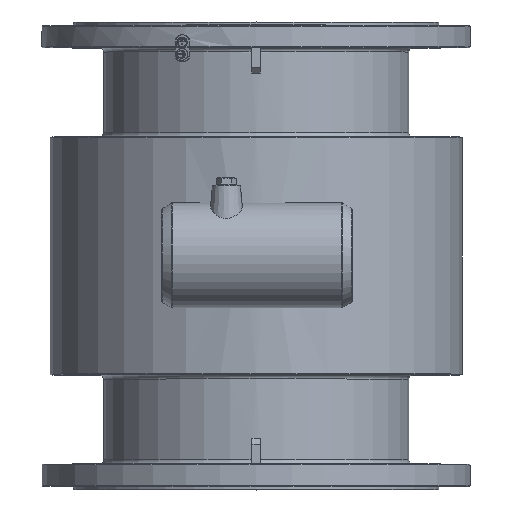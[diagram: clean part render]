
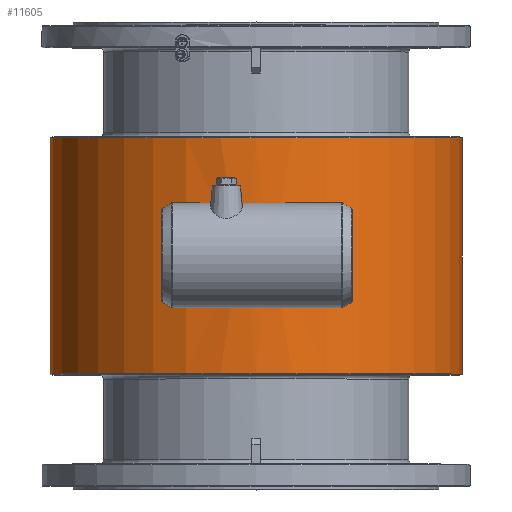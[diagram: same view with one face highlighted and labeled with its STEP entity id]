
A CAD part, top view. The second image highlights one B-rep face of the part: STEP entity #11605.
In plain terms, the highlighted cylindrical face has radius 242.5 mm (diameter 485 mm), a full revolution.
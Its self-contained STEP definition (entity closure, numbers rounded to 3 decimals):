
#1035=B_SPLINE_CURVE_WITH_KNOTS('',3,(#28134,#28135,#28136,#28137,#28138,
#28139,#28140,#28141,#28142,#28143,#28144,#28145,#28146,#28147,#28148,#28149,
#28150,#28151,#28152,#28153,#28154,#28155,#28156,#28157,#28158,#28159,#28160,
#28161,#28162,#28163,#28164,#28165,#28166,#28167,#28168),.UNSPECIFIED.,
 .F.,.F.,(4,2,2,2,2,2,2,2,3,2,2,2,2,2,2,2,4),(-3.166,-2.77,
-2.374,-1.979,-1.583,-1.187,
-0.791,-0.396,0.,0.396,0.791,
1.187,1.583,1.979,2.374,2.77,
3.166),.UNSPECIFIED.);
#1036=B_SPLINE_CURVE_WITH_KNOTS('',3,(#28169,#28170,#28171,#28172,#28173,
#28174,#28175,#28176,#28177,#28178,#28179,#28180,#28181,#28182,#28183,#28184,
#28185,#28186,#28187,#28188,#28189,#28190,#28191,#28192,#28193,#28194,#28195,
#28196,#28197,#28198,#28199,#28200,#28201,#28202),.UNSPECIFIED.,.F.,.F.,
(4,2,2,2,2,2,2,2,2,2,2,2,2,2,2,2,4),(3.166,3.562,
3.957,4.353,4.749,5.145,5.54,
5.936,6.332,6.727,7.123,7.519,
7.915,8.31,8.706,9.102,9.498),
 .UNSPECIFIED.);
#1638=LINE('',#28131,#2299);
#2299=VECTOR('',#14206,242.5);
#2758=CYLINDRICAL_SURFACE('',#12509,242.5);
#2927=FACE_BOUND('',#4014,.T.);
#3244=FACE_OUTER_BOUND('',#4013,.T.);
#4013=EDGE_LOOP('',(#9140,#9141,#9142,#9143));
#4014=EDGE_LOOP('',(#9144,#9145));
#4716=CIRCLE('',#12506,242.5);
#4719=CIRCLE('',#12510,242.5);
#5425=VERTEX_POINT('',#28123);
#5427=VERTEX_POINT('',#28129);
#5428=VERTEX_POINT('',#28132);
#5429=VERTEX_POINT('',#28133);
#6781=EDGE_CURVE('',#5425,#5425,#4716,.T.);
#6784=EDGE_CURVE('',#5427,#5427,#4719,.T.);
#6785=EDGE_CURVE('',#5427,#5425,#1638,.T.);
#6786=EDGE_CURVE('',#5428,#5429,#1035,.T.);
#6787=EDGE_CURVE('',#5429,#5428,#1036,.T.);
#9140=ORIENTED_EDGE('',*,*,#6784,.F.);
#9141=ORIENTED_EDGE('',*,*,#6785,.T.);
#9142=ORIENTED_EDGE('',*,*,#6781,.F.);
#9143=ORIENTED_EDGE('',*,*,#6785,.F.);
#9144=ORIENTED_EDGE('',*,*,#6786,.T.);
#9145=ORIENTED_EDGE('',*,*,#6787,.T.);
#11605=ADVANCED_FACE('',(#3244,#2927),#2758,.T.);
#12506=AXIS2_PLACEMENT_3D('',#28124,#14196,#14197);
#12509=AXIS2_PLACEMENT_3D('',#28128,#14202,#14203);
#12510=AXIS2_PLACEMENT_3D('',#28130,#14204,#14205);
#14196=DIRECTION('center_axis',(0.,0.,
1.));
#14197=DIRECTION('ref_axis',(0.,1.,0.));
#14202=DIRECTION('center_axis',(0.,0.,
-1.));
#14203=DIRECTION('ref_axis',(0.,-1.,0.));
#14204=DIRECTION('center_axis',(0.,0.,
-1.));
#14205=DIRECTION('ref_axis',(0.,1.,0.));
#14206=DIRECTION('',(0.,0.,1.));
#28123=CARTESIAN_POINT('',(95.,675.25,139.));
#28124=CARTESIAN_POINT('Origin',(95.,432.75,139.));
#28128=CARTESIAN_POINT('Origin',(95.,432.75,0.));
#28129=CARTESIAN_POINT('',(95.,675.25,-139.));
#28130=CARTESIAN_POINT('Origin',(95.,432.75,-139.));
#28131=CARTESIAN_POINT('',(95.,675.25,0.));
#28132=CARTESIAN_POINT('',(95.,190.25,21.));
#28133=CARTESIAN_POINT('',(95.,190.25,-21.));
#28134=CARTESIAN_POINT('Ctrl Pts',(95.,190.25,21.));
#28135=CARTESIAN_POINT('Ctrl Pts',(96.319,190.25,21.));
#28136=CARTESIAN_POINT('Ctrl Pts',(97.683,190.261,20.874));
#28137=CARTESIAN_POINT('Ctrl Pts',(100.396,190.306,20.342));
#28138=CARTESIAN_POINT('Ctrl Pts',(101.745,190.34,19.937));
#28139=CARTESIAN_POINT('Ctrl Pts',(104.332,190.426,18.865));
#28140=CARTESIAN_POINT('Ctrl Pts',(105.572,190.478,18.198));
#28141=CARTESIAN_POINT('Ctrl Pts',(107.864,190.589,16.656));
#28142=CARTESIAN_POINT('Ctrl Pts',(108.917,190.648,15.781));
#28143=CARTESIAN_POINT('Ctrl Pts',(110.781,190.762,13.917));
#28144=CARTESIAN_POINT('Ctrl Pts',(111.656,190.821,12.864));
#28145=CARTESIAN_POINT('Ctrl Pts',(113.198,190.933,10.572));
#28146=CARTESIAN_POINT('Ctrl Pts',(113.865,190.984,9.332));
#28147=CARTESIAN_POINT('Ctrl Pts',(114.937,191.07,6.745));
#28148=CARTESIAN_POINT('Ctrl Pts',(115.342,191.105,5.396));
#28149=CARTESIAN_POINT('Ctrl Pts',(115.874,191.15,2.683));
#28150=CARTESIAN_POINT('Ctrl Pts',(116.,191.161,1.319));
#28151=CARTESIAN_POINT('Ctrl Pts',(116.,191.161,0.));
#28152=CARTESIAN_POINT('Ctrl Pts',(116.,191.161,-1.319));
#28153=CARTESIAN_POINT('Ctrl Pts',(115.874,191.15,-2.683));
#28154=CARTESIAN_POINT('Ctrl Pts',(115.342,191.105,-5.396));
#28155=CARTESIAN_POINT('Ctrl Pts',(114.937,191.07,-6.745));
#28156=CARTESIAN_POINT('Ctrl Pts',(113.865,190.984,-9.332));
#28157=CARTESIAN_POINT('Ctrl Pts',(113.198,190.933,-10.572));
#28158=CARTESIAN_POINT('Ctrl Pts',(111.656,190.821,-12.864));
#28159=CARTESIAN_POINT('Ctrl Pts',(110.781,190.762,-13.917));
#28160=CARTESIAN_POINT('Ctrl Pts',(108.917,190.648,-15.781));
#28161=CARTESIAN_POINT('Ctrl Pts',(107.864,190.589,-16.656));
#28162=CARTESIAN_POINT('Ctrl Pts',(105.572,190.478,-18.198));
#28163=CARTESIAN_POINT('Ctrl Pts',(104.332,190.426,-18.865));
#28164=CARTESIAN_POINT('Ctrl Pts',(101.745,190.34,-19.937));
#28165=CARTESIAN_POINT('Ctrl Pts',(100.396,190.306,-20.342));
#28166=CARTESIAN_POINT('Ctrl Pts',(97.683,190.261,-20.874));
#28167=CARTESIAN_POINT('Ctrl Pts',(96.319,190.25,-21.));
#28168=CARTESIAN_POINT('Ctrl Pts',(95.,190.25,-21.));
#28169=CARTESIAN_POINT('Ctrl Pts',(95.,190.25,-21.));
#28170=CARTESIAN_POINT('Ctrl Pts',(93.681,190.25,-21.));
#28171=CARTESIAN_POINT('Ctrl Pts',(92.317,190.261,-20.874));
#28172=CARTESIAN_POINT('Ctrl Pts',(89.604,190.306,-20.342));
#28173=CARTESIAN_POINT('Ctrl Pts',(88.255,190.34,-19.937));
#28174=CARTESIAN_POINT('Ctrl Pts',(85.668,190.426,-18.865));
#28175=CARTESIAN_POINT('Ctrl Pts',(84.428,190.478,-18.198));
#28176=CARTESIAN_POINT('Ctrl Pts',(82.136,190.589,-16.656));
#28177=CARTESIAN_POINT('Ctrl Pts',(81.083,190.648,-15.781));
#28178=CARTESIAN_POINT('Ctrl Pts',(79.219,190.762,-13.917));
#28179=CARTESIAN_POINT('Ctrl Pts',(78.344,190.821,-12.864));
#28180=CARTESIAN_POINT('Ctrl Pts',(76.802,190.933,-10.572));
#28181=CARTESIAN_POINT('Ctrl Pts',(76.135,190.984,-9.332));
#28182=CARTESIAN_POINT('Ctrl Pts',(75.063,191.07,-6.745));
#28183=CARTESIAN_POINT('Ctrl Pts',(74.658,191.105,-5.396));
#28184=CARTESIAN_POINT('Ctrl Pts',(74.126,191.15,-2.683));
#28185=CARTESIAN_POINT('Ctrl Pts',(74.,191.161,-1.319));
#28186=CARTESIAN_POINT('Ctrl Pts',(74.,191.161,1.319));
#28187=CARTESIAN_POINT('Ctrl Pts',(74.126,191.15,2.683));
#28188=CARTESIAN_POINT('Ctrl Pts',(74.658,191.105,5.396));
#28189=CARTESIAN_POINT('Ctrl Pts',(75.063,191.07,6.745));
#28190=CARTESIAN_POINT('Ctrl Pts',(76.135,190.984,9.332));
#28191=CARTESIAN_POINT('Ctrl Pts',(76.802,190.933,10.572));
#28192=CARTESIAN_POINT('Ctrl Pts',(78.344,190.821,12.864));
#28193=CARTESIAN_POINT('Ctrl Pts',(79.219,190.762,13.917));
#28194=CARTESIAN_POINT('Ctrl Pts',(81.083,190.648,15.781));
#28195=CARTESIAN_POINT('Ctrl Pts',(82.136,190.589,16.656));
#28196=CARTESIAN_POINT('Ctrl Pts',(84.428,190.478,18.198));
#28197=CARTESIAN_POINT('Ctrl Pts',(85.668,190.426,18.865));
#28198=CARTESIAN_POINT('Ctrl Pts',(88.255,190.34,19.937));
#28199=CARTESIAN_POINT('Ctrl Pts',(89.604,190.306,20.342));
#28200=CARTESIAN_POINT('Ctrl Pts',(92.317,190.261,20.874));
#28201=CARTESIAN_POINT('Ctrl Pts',(93.681,190.25,21.));
#28202=CARTESIAN_POINT('Ctrl Pts',(95.,190.25,21.));
